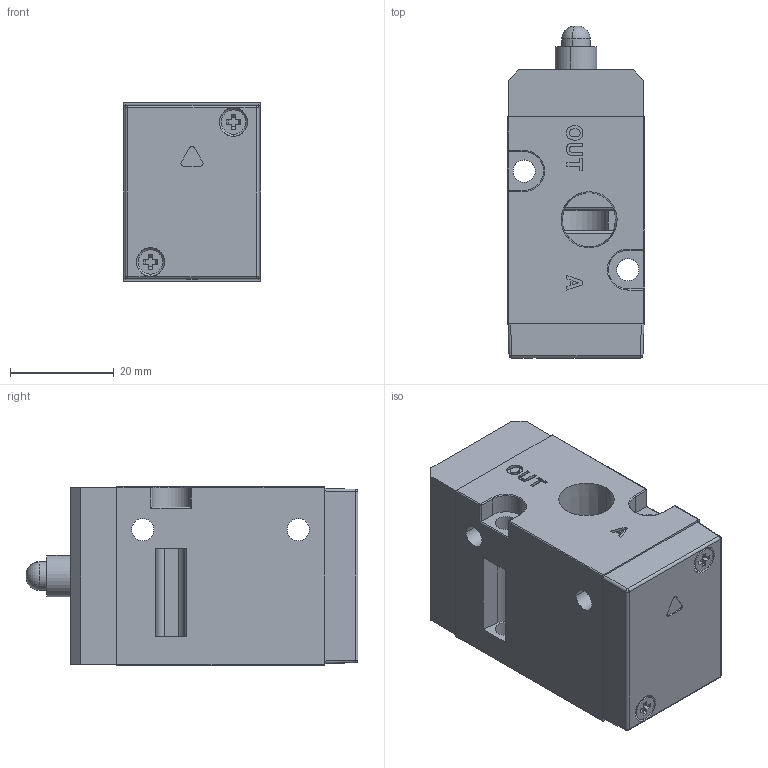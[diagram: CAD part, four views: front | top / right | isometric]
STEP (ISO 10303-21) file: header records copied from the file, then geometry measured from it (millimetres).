
FILE_DESCRIPTION (( 'STEP AP203' ), '1' );
FILE_NAME ('RLV460-PU.STEP', '2016-01-12T11:54:22', ( 'yrd8' ), ( 'Hewlett-Packard Company' ), 'SwSTEP 2.0', 'SolidWorks 2008', '' );
FILE_SCHEMA (( 'CONFIG_CONTROL_DESIGN' ));
Length unit declared in the file: millimetre
Products named in the file (6): RLV460-PU; SF4600 body_IGS; 4000body cap _ル遽; RLV410 SEMI PILOT_晦獄 撲薑; 460-PU; BodyCoverBolt(M2.6xL7.5)_ル遽
Assembly tree (8 placements, depth 2):
  RLV460-PU
    SF4600 body_IGS
    BodyCoverBolt(M2.6xL7.5)_ル遽  x4
    4000body cap _ル遽
    460-PU
    RLV410 SEMI PILOT_晦獄 撲薑
Bounding box: 26.5 x 64 x 34.5 mm (x, y, z)
Volume: 35444.2 mm3; surface area: 20437.5 mm2
Topology: 8 solids, 8 shells, 990 faces, 2511 edges, 1554 vertices
Faces by surface type: plane 374, cylinder 260, cone 166, bspline 109, torus 63, sphere 18
Entity records: 34388 total; most frequent: CARTESIAN_POINT 14099, ORIENTED_EDGE 4236, DIRECTION 3859, EDGE_CURVE 2118, AXIS2_PLACEMENT_3D 1357, VERTEX_POINT 1344, VECTOR 1145, LINE 1145
